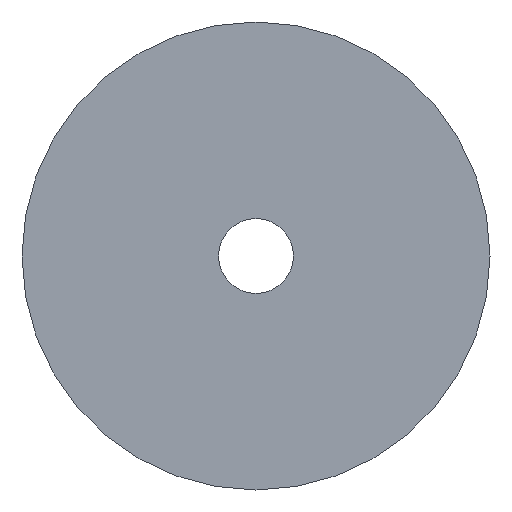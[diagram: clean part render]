
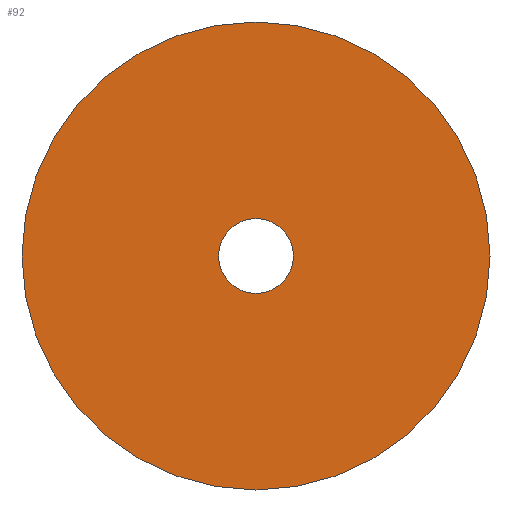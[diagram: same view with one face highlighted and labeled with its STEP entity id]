
A CAD part, left-side view. The second image highlights one B-rep face of the part: STEP entity #92.
In plain terms, the highlighted planar face has unit normal (-1, 0, 0).
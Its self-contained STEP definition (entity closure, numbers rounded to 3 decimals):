
#6 = ORIENTED_EDGE ( 'NONE', *, *, #42, .T. ) ;
#9 = AXIS2_PLACEMENT_3D ( 'NONE', #130, #207, #45 ) ;
#20 = CARTESIAN_POINT ( 'NONE',  ( -7.75, 4., 0. ) ) ;
#26 = CARTESIAN_POINT ( 'NONE',  ( -7.75, 0., 0. ) ) ;
#27 = AXIS2_PLACEMENT_3D ( 'NONE', #233, #321, #69 ) ;
#31 = DIRECTION ( 'NONE',  ( 0., -1., 0. ) ) ;
#39 = CARTESIAN_POINT ( 'NONE',  ( -7.75, -4., 0. ) ) ;
#41 = EDGE_LOOP ( 'NONE', ( #48, #341 ) ) ;
#42 = EDGE_CURVE ( 'NONE', #290, #131, #244, .T. ) ;
#45 = DIRECTION ( 'NONE',  ( 0., 1., 0. ) ) ;
#47 = EDGE_LOOP ( 'NONE', ( #111, #6 ) ) ;
#48 = ORIENTED_EDGE ( 'NONE', *, *, #140, .F. ) ;
#56 = FACE_OUTER_BOUND ( 'NONE', #47, .T. ) ;
#69 = DIRECTION ( 'NONE',  ( 0., -1., 0. ) ) ;
#81 = AXIS2_PLACEMENT_3D ( 'NONE', #174, #239, #154 ) ;
#92 = ADVANCED_FACE ( 'NONE', ( #160, #56 ), #309, .F. ) ;
#95 = CIRCLE ( 'NONE', #9, 4. ) ;
#111 = ORIENTED_EDGE ( 'NONE', *, *, #176, .T. ) ;
#130 = CARTESIAN_POINT ( 'NONE',  ( -7.75, 0., 0. ) ) ;
#131 = VERTEX_POINT ( 'NONE', #237 ) ;
#140 = EDGE_CURVE ( 'NONE', #364, #148, #346, .T. ) ;
#146 = DIRECTION ( 'NONE',  ( 1., 0., 0. ) ) ;
#147 = CIRCLE ( 'NONE', #27, 25. ) ;
#148 = VERTEX_POINT ( 'NONE', #39 ) ;
#154 = DIRECTION ( 'NONE',  ( 0., 1., 0. ) ) ;
#160 = FACE_BOUND ( 'NONE', #41, .T. ) ;
#169 = DIRECTION ( 'NONE',  ( -1., 0., 0. ) ) ;
#174 = CARTESIAN_POINT ( 'NONE',  ( -7.75, 0., 0. ) ) ;
#176 = EDGE_CURVE ( 'NONE', #131, #290, #147, .T. ) ;
#207 = DIRECTION ( 'NONE',  ( -1., 0., 0. ) ) ;
#221 = CARTESIAN_POINT ( 'NONE',  ( -7.75, 0., 0. ) ) ;
#233 = CARTESIAN_POINT ( 'NONE',  ( -7.75, 0., 0. ) ) ;
#237 = CARTESIAN_POINT ( 'NONE',  ( -7.75, -25., 0. ) ) ;
#239 = DIRECTION ( 'NONE',  ( -1., 0., 0. ) ) ;
#244 = CIRCLE ( 'NONE', #371, 25. ) ;
#274 = CARTESIAN_POINT ( 'NONE',  ( -7.75, 25., 0. ) ) ;
#290 = VERTEX_POINT ( 'NONE', #274 ) ;
#309 = PLANE ( 'NONE',  #332 ) ;
#321 = DIRECTION ( 'NONE',  ( -1., 0., 0. ) ) ;
#327 = EDGE_CURVE ( 'NONE', #148, #364, #95, .T. ) ;
#332 = AXIS2_PLACEMENT_3D ( 'NONE', #221, #146, #351 ) ;
#341 = ORIENTED_EDGE ( 'NONE', *, *, #327, .F. ) ;
#346 = CIRCLE ( 'NONE', #81, 4. ) ;
#351 = DIRECTION ( 'NONE',  ( 0., 1., 0. ) ) ;
#364 = VERTEX_POINT ( 'NONE', #20 ) ;
#371 = AXIS2_PLACEMENT_3D ( 'NONE', #26, #169, #31 ) ;
